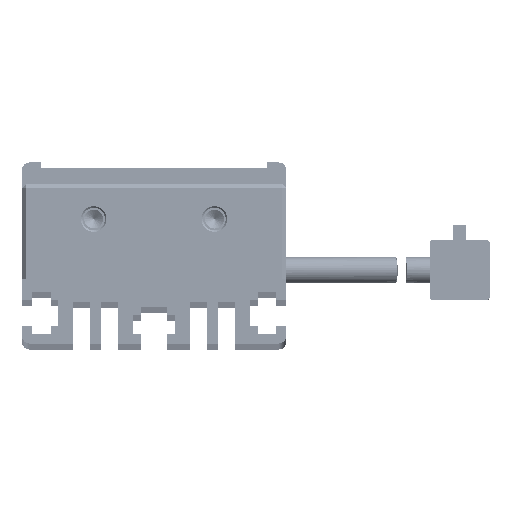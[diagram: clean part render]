
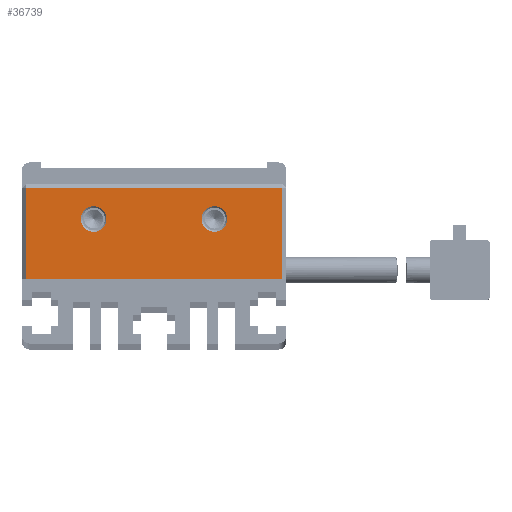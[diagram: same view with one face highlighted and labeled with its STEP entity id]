
A CAD part, top view. The second image highlights one B-rep face of the part: STEP entity #36739.
In plain terms, the highlighted planar face has unit normal (0, 0, 1).
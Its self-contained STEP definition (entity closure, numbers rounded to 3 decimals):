
#573 = CARTESIAN_POINT ( 'NONE',  ( 48.925, 27.491, 113. ) ) ;
#4172 = EDGE_CURVE ( 'NONE', #52127, #158862, #146039, .T. ) ;
#5032 = VERTEX_POINT ( 'NONE', #164296 ) ;
#6519 = LINE ( 'NONE', #18526, #147529 ) ;
#8874 = CARTESIAN_POINT ( 'NONE',  ( 47.225, 27.491, 113. ) ) ;
#11650 = EDGE_LOOP ( 'NONE', ( #128917, #50684, #46372, #23789 ) ) ;
#18255 = VECTOR ( 'NONE', #78215, 1000. ) ;
#18526 = CARTESIAN_POINT ( 'NONE',  ( 40.925, 31.591, 113. ) ) ;
#18656 = CARTESIAN_POINT ( 'NONE',  ( 57.925, 25.791, 113. ) ) ;
#23789 = ORIENTED_EDGE ( 'NONE', *, *, #122140, .T. ) ;
#35645 = EDGE_CURVE ( 'NONE', #132608, #48729, #142278, .T. ) ;
#36059 = DIRECTION ( 'NONE',  ( 1., 0., 0. ) ) ;
#36739 = ADVANCED_FACE ( 'NONE', ( #108611, #98082, #121246 ), #135800, .T. ) ;
#38148 = EDGE_CURVE ( 'NONE', #48729, #132608, #44603, .T. ) ;
#39828 = AXIS2_PLACEMENT_3D ( 'NONE', #40161, #162289, #40720 ) ;
#40161 = CARTESIAN_POINT ( 'NONE',  ( 40.925, 25.791, 113. ) ) ;
#40720 = DIRECTION ( 'NONE',  ( 1., 0., 0. ) ) ;
#42403 = VECTOR ( 'NONE', #75041, 1000. ) ;
#42712 = EDGE_CURVE ( 'NONE', #164516, #5032, #6519, .T. ) ;
#43138 = AXIS2_PLACEMENT_3D ( 'NONE', #155095, #101575, #86796 ) ;
#44603 = CIRCLE ( 'NONE', #43138, 1.7 ) ;
#45880 = CARTESIAN_POINT ( 'NONE',  ( 32.925, 27.491, 113. ) ) ;
#46372 = ORIENTED_EDGE ( 'NONE', *, *, #130126, .T. ) ;
#48729 = VERTEX_POINT ( 'NONE', #172238 ) ;
#48980 = CARTESIAN_POINT ( 'NONE',  ( 57.925, 19.491, 113. ) ) ;
#50684 = ORIENTED_EDGE ( 'NONE', *, *, #79267, .T. ) ;
#51257 = EDGE_CURVE ( 'NONE', #158862, #52127, #116906, .T. ) ;
#52127 = VERTEX_POINT ( 'NONE', #94819 ) ;
#58386 = DIRECTION ( 'NONE',  ( -1., 0., 0. ) ) ;
#71611 = DIRECTION ( 'NONE',  ( 1., 0., 0. ) ) ;
#75041 = DIRECTION ( 'NONE',  ( 0., -1., 0. ) ) ;
#76196 = CARTESIAN_POINT ( 'NONE',  ( 23.925, 25.791, 113. ) ) ;
#78215 = DIRECTION ( 'NONE',  ( 1., 0., 0. ) ) ;
#79267 = EDGE_CURVE ( 'NONE', #5032, #144234, #158036, .T. ) ;
#85105 = DIRECTION ( 'NONE',  ( 0., 0., -1. ) ) ;
#86796 = DIRECTION ( 'NONE',  ( 1., 0., 0. ) ) ;
#89321 = EDGE_LOOP ( 'NONE', ( #109627, #135833 ) ) ;
#90691 = LINE ( 'NONE', #18656, #170702 ) ;
#90909 = DIRECTION ( 'NONE',  ( 1., 0., 0. ) ) ;
#92258 = CARTESIAN_POINT ( 'NONE',  ( 40.925, 19.491, 113. ) ) ;
#94819 = CARTESIAN_POINT ( 'NONE',  ( 31.225, 27.491, 113. ) ) ;
#94892 = CARTESIAN_POINT ( 'NONE',  ( 23.925, 19.491, 113. ) ) ;
#98082 = FACE_BOUND ( 'NONE', #163895, .T. ) ;
#101575 = DIRECTION ( 'NONE',  ( 0., 0., -1. ) ) ;
#102323 = CARTESIAN_POINT ( 'NONE',  ( 32.925, 27.491, 113. ) ) ;
#106530 = CARTESIAN_POINT ( 'NONE',  ( 34.625, 27.491, 113. ) ) ;
#106576 = ORIENTED_EDGE ( 'NONE', *, *, #38148, .T. ) ;
#108611 = FACE_OUTER_BOUND ( 'NONE', #11650, .T. ) ;
#109627 = ORIENTED_EDGE ( 'NONE', *, *, #51257, .T. ) ;
#116906 = CIRCLE ( 'NONE', #171090, 1.7 ) ;
#121246 = FACE_BOUND ( 'NONE', #89321, .T. ) ;
#122140 = EDGE_CURVE ( 'NONE', #159944, #164516, #90691, .T. ) ;
#123145 = CARTESIAN_POINT ( 'NONE',  ( 57.925, 31.591, 113. ) ) ;
#125564 = DIRECTION ( 'NONE',  ( 0., 1., 0. ) ) ;
#128917 = ORIENTED_EDGE ( 'NONE', *, *, #42712, .T. ) ;
#130126 = EDGE_CURVE ( 'NONE', #144234, #159944, #152783, .T. ) ;
#130397 = DIRECTION ( 'NONE',  ( 0., 0., -1. ) ) ;
#132608 = VERTEX_POINT ( 'NONE', #8874 ) ;
#135800 = PLANE ( 'NONE',  #39828 ) ;
#135833 = ORIENTED_EDGE ( 'NONE', *, *, #4172, .T. ) ;
#140596 = AXIS2_PLACEMENT_3D ( 'NONE', #573, #130397, #90909 ) ;
#141366 = AXIS2_PLACEMENT_3D ( 'NONE', #102323, #155250, #36059 ) ;
#142278 = CIRCLE ( 'NONE', #140596, 1.7 ) ;
#144234 = VERTEX_POINT ( 'NONE', #94892 ) ;
#146039 = CIRCLE ( 'NONE', #141366, 1.7 ) ;
#147529 = VECTOR ( 'NONE', #58386, 1000. ) ;
#152783 = LINE ( 'NONE', #92258, #18255 ) ;
#155095 = CARTESIAN_POINT ( 'NONE',  ( 48.925, 27.491, 113. ) ) ;
#155250 = DIRECTION ( 'NONE',  ( 0., 0., -1. ) ) ;
#158036 = LINE ( 'NONE', #76196, #42403 ) ;
#158769 = ORIENTED_EDGE ( 'NONE', *, *, #35645, .T. ) ;
#158862 = VERTEX_POINT ( 'NONE', #106530 ) ;
#159944 = VERTEX_POINT ( 'NONE', #48980 ) ;
#162289 = DIRECTION ( 'NONE',  ( 0., 0., 1. ) ) ;
#163895 = EDGE_LOOP ( 'NONE', ( #106576, #158769 ) ) ;
#164296 = CARTESIAN_POINT ( 'NONE',  ( 23.925, 31.591, 113. ) ) ;
#164516 = VERTEX_POINT ( 'NONE', #123145 ) ;
#170702 = VECTOR ( 'NONE', #125564, 1000. ) ;
#171090 = AXIS2_PLACEMENT_3D ( 'NONE', #45880, #85105, #71611 ) ;
#172238 = CARTESIAN_POINT ( 'NONE',  ( 50.625, 27.491, 113. ) ) ;
